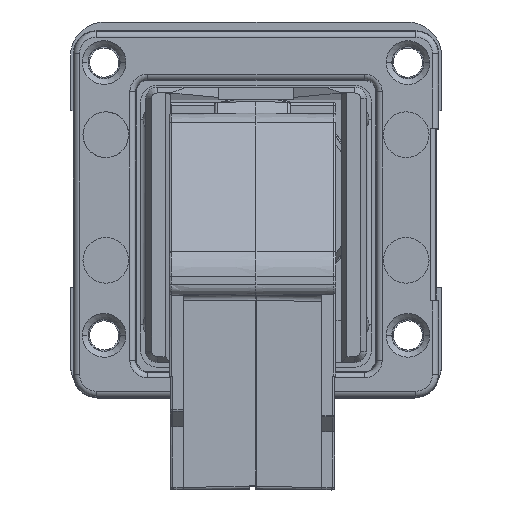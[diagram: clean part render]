
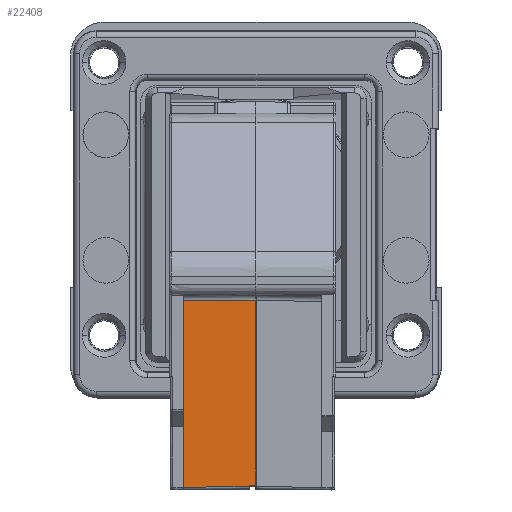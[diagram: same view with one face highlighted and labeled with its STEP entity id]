
A CAD part, top view. The second image highlights one B-rep face of the part: STEP entity #22408.
In plain terms, the highlighted planar face has unit normal (0.009, 0, 1).
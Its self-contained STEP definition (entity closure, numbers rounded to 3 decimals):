
#22393=AXIS2_PLACEMENT_3D('Plane Axis2P3D',#22390,#22391,#22392) ;
#3644=CARTESIAN_POINT('Vertex',(9.9,0.15,47.742)) ;
#3647=CARTESIAN_POINT('Line Origine',(9.9,8.308,47.742)) ;
#3651=CARTESIAN_POINT('Vertex',(9.9,16.466,47.742)) ;
#4052=CARTESIAN_POINT('Line Origine',(9.034,0.142,47.749)) ;
#4056=CARTESIAN_POINT('Vertex',(15.65,0.2,47.691)) ;
#4098=CARTESIAN_POINT('Line Origine',(-1.318,16.368,47.839)) ;
#4102=CARTESIAN_POINT('Vertex',(16.25,16.522,47.686)) ;
#16139=CARTESIAN_POINT('Vertex',(16.25,0.338,47.686)) ;
#16144=CARTESIAN_POINT('Line Origine',(15.95,0.335,47.689)) ;
#16148=CARTESIAN_POINT('Vertex',(15.65,0.332,47.691)) ;
#22313=CARTESIAN_POINT('Line Origine',(15.65,0.266,47.691)) ;
#22390=CARTESIAN_POINT('Axis2P3D Location',(9.05,-0.118,47.749)) ;
#22395=CARTESIAN_POINT('Line Origine',(16.25,8.43,47.686)) ;
#3648=DIRECTION('Vector Direction',(0.,-1.,0.)) ;
#4053=DIRECTION('Vector Direction',(1.,0.009,-0.009)) ;
#4099=DIRECTION('Vector Direction',(1.,0.009,-0.009)) ;
#16145=DIRECTION('Vector Direction',(1.,0.009,-0.009)) ;
#22314=DIRECTION('Vector Direction',(0.,1.,0.)) ;
#22391=DIRECTION('Axis2P3D Direction',(0.009,0.,1.)) ;
#22392=DIRECTION('Axis2P3D XDirection',(0.,-1.,0.)) ;
#22396=DIRECTION('Vector Direction',(0.,-1.,0.)) ;
#3649=VECTOR('Line Direction',#3648,1.) ;
#4054=VECTOR('Line Direction',#4053,1.) ;
#4100=VECTOR('Line Direction',#4099,1.) ;
#16146=VECTOR('Line Direction',#16145,1.) ;
#22315=VECTOR('Line Direction',#22314,1.) ;
#22397=VECTOR('Line Direction',#22396,1.) ;
#22401=ORIENTED_EDGE('',*,*,#4104,.F.) ;
#22402=ORIENTED_EDGE('',*,*,#3653,.T.) ;
#22403=ORIENTED_EDGE('',*,*,#4058,.T.) ;
#22404=ORIENTED_EDGE('',*,*,#22317,.T.) ;
#22405=ORIENTED_EDGE('',*,*,#16150,.T.) ;
#22406=ORIENTED_EDGE('',*,*,#22399,.F.) ;
#22408=ADVANCED_FACE('Hauptk\X2\00F6\X0\rper',(#22407),#22394,.T.) ;
#3653=EDGE_CURVE('',#3652,#3645,#3650,.T.) ;
#4058=EDGE_CURVE('',#3645,#4057,#4055,.T.) ;
#4104=EDGE_CURVE('',#3652,#4103,#4101,.T.) ;
#16150=EDGE_CURVE('',#16149,#16140,#16147,.T.) ;
#22317=EDGE_CURVE('',#4057,#16149,#22316,.T.) ;
#22399=EDGE_CURVE('',#4103,#16140,#22398,.T.) ;
#22400=EDGE_LOOP('',(#22401,#22402,#22403,#22404,#22405,#22406)) ;
#22407=FACE_OUTER_BOUND('',#22400,.T.) ;
#3650=LINE('Line',#3647,#3649) ;
#4055=LINE('Line',#4052,#4054) ;
#4101=LINE('Line',#4098,#4100) ;
#16147=LINE('Line',#16144,#16146) ;
#22316=LINE('Line',#22313,#22315) ;
#22398=LINE('Line',#22395,#22397) ;
#22394=PLANE('',#22393) ;
#3645=VERTEX_POINT('',#3644) ;
#3652=VERTEX_POINT('',#3651) ;
#4057=VERTEX_POINT('',#4056) ;
#4103=VERTEX_POINT('',#4102) ;
#16140=VERTEX_POINT('',#16139) ;
#16149=VERTEX_POINT('',#16148) ;
